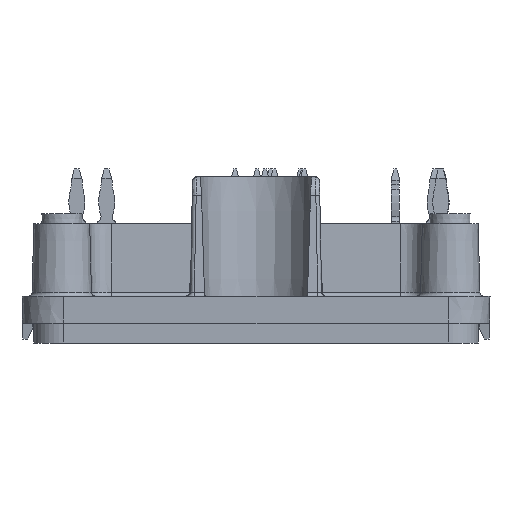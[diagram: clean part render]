
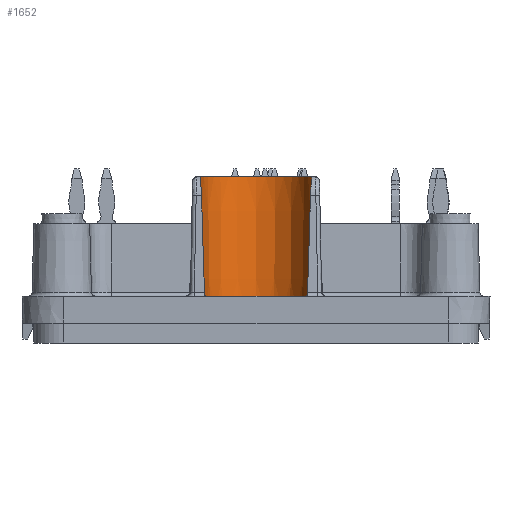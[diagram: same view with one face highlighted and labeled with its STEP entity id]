
A CAD part, left-side view. The second image highlights one B-rep face of the part: STEP entity #1652.
In plain terms, the highlighted conical face has half-angle 1 degrees and reference radius 5.538 mm.
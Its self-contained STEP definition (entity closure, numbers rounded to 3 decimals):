
#1652 = ADVANCED_FACE( '', ( #4410, #4411 ), #4412, .F. );
#4410 = FACE_BOUND( '', #8383, .T. );
#4411 = FACE_OUTER_BOUND( '', #8384, .T. );
#4412 = CONICAL_SURFACE( '', #8385, 5.538, 0.017 );
#8383 = EDGE_LOOP( '', ( #17428 ) );
#8384 = EDGE_LOOP( '', ( #17429, #17430, #17431, #17432, #17433, #17434, #17435, #17436 ) );
#8385 = AXIS2_PLACEMENT_3D( '', #17437, #17438, #17439 );
#17428 = ORIENTED_EDGE( '', *, *, #28971, .F. );
#17429 = ORIENTED_EDGE( '', *, *, #28786, .T. );
#17430 = ORIENTED_EDGE( '', *, *, #28972, .T. );
#17431 = ORIENTED_EDGE( '', *, *, #28973, .T. );
#17432 = ORIENTED_EDGE( '', *, *, #28830, .T. );
#17433 = ORIENTED_EDGE( '', *, *, #28974, .T. );
#17434 = ORIENTED_EDGE( '', *, *, #28344, .T. );
#17435 = ORIENTED_EDGE( '', *, *, #28975, .T. );
#17436 = ORIENTED_EDGE( '', *, *, #28976, .T. );
#17437 = CARTESIAN_POINT( '', ( -46.5, 0., 11.997 ) );
#17438 = DIRECTION( '', ( 0., 0., 1. ) );
#17439 = DIRECTION( '', ( 1., 0., 0. ) );
#28344 = EDGE_CURVE( '', #33445, #33443, #33446, .T. );
#28786 = EDGE_CURVE( '', #34225, #34230, #34232, .F. );
#28830 = EDGE_CURVE( '', #34305, #34306, #34307, .T. );
#28971 = EDGE_CURVE( '', #34546, #34546, #34547, .T. );
#28972 = EDGE_CURVE( '', #34230, #34548, #34549, .T. );
#28973 = EDGE_CURVE( '', #34548, #34305, #34550, .F. );
#28974 = EDGE_CURVE( '', #34306, #33445, #34551, .T. );
#28975 = EDGE_CURVE( '', #33443, #34552, #34553, .F. );
#28976 = EDGE_CURVE( '', #34552, #34225, #34554, .T. );
#33443 = VERTEX_POINT( '', #40904 );
#33445 = VERTEX_POINT( '', #40907 );
#33446 = B_SPLINE_CURVE_WITH_KNOTS( '', 3, ( #40908, #40909, #40910, #40911, #40912, #40913 ), .UNSPECIFIED., .F., .F., ( 4, 2, 4 ), ( 0., 0., 0.001 ), .UNSPECIFIED. );
#34225 = VERTEX_POINT( '', #42012 );
#34230 = VERTEX_POINT( '', #42018 );
#34232 = CIRCLE( '', #42021, 5.585 );
#34305 = VERTEX_POINT( '', #42121 );
#34306 = VERTEX_POINT( '', #42122 );
#34307 = B_SPLINE_CURVE_WITH_KNOTS( '', 3, ( #42123, #42124, #42125, #42126, #42127, #42128 ), .UNSPECIFIED., .F., .F., ( 4, 2, 4 ), ( 0., 0., 0.001 ), .UNSPECIFIED. );
#34546 = VERTEX_POINT( '', #42457 );
#34547 = CIRCLE( '', #42458, 5.346 );
#34548 = VERTEX_POINT( '', #42459 );
#34549 = B_SPLINE_CURVE_WITH_KNOTS( '', 3, ( #42460, #42461, #42462, #42463, #42464, #42465, #42466, #42467, #42468, #42469, #42470, #42471, #42472, #42473 ), .UNSPECIFIED., .F., .F., ( 4, 2, 2, 2, 2, 2, 4 ), ( 0., 0., 0.001, 0.001, 0.002, 0.002, 0.003 ), .UNSPECIFIED. );
#34550 = ELLIPSE( '', #42474, 126.261, 6.231 );
#34551 = CIRCLE( '', #42475, 5.375 );
#34552 = VERTEX_POINT( '', #42476 );
#34553 = ELLIPSE( '', #42477, 126.261, 6.231 );
#34554 = B_SPLINE_CURVE_WITH_KNOTS( '', 3, ( #42478, #42479, #42480, #42481, #42482, #42483, #42484, #42485, #42486, #42487, #42488, #42489, #42490, #42491, #42492, #42493 ), .UNSPECIFIED., .F., .F., ( 4, 2, 2, 2, 2, 2, 2, 4 ), ( 0., 0., 0.001, 0.001, 0.002, 0.002, 0.002, 0.003 ), .UNSPECIFIED. );
#40904 = CARTESIAN_POINT( '', ( -47.98, -5.174, 3.079 ) );
#40907 = CARTESIAN_POINT( '', ( -48.38, -5.036, 2.7 ) );
#40908 = CARTESIAN_POINT( '', ( -48.38, -5.036, 2.7 ) );
#40909 = CARTESIAN_POINT( '', ( -48.281, -5.073, 2.7 ) );
#40910 = CARTESIAN_POINT( '', ( -48.183, -5.106, 2.737 ) );
#40911 = CARTESIAN_POINT( '', ( -48.034, -5.156, 2.875 ) );
#40912 = CARTESIAN_POINT( '', ( -47.986, -5.171, 2.974 ) );
#40913 = CARTESIAN_POINT( '', ( -47.98, -5.174, 3.079 ) );
#42012 = CARTESIAN_POINT( '', ( -45.473, -5.49, 14.7 ) );
#42018 = CARTESIAN_POINT( '', ( -45.473, 5.49, 14.7 ) );
#42021 = AXIS2_PLACEMENT_3D( '', #51564, #51565, #51566 );
#42121 = CARTESIAN_POINT( '', ( -47.98, 5.174, 3.079 ) );
#42122 = CARTESIAN_POINT( '', ( -48.38, 5.036, 2.7 ) );
#42123 = CARTESIAN_POINT( '', ( -47.98, 5.174, 3.079 ) );
#42124 = CARTESIAN_POINT( '', ( -47.986, 5.171, 2.974 ) );
#42125 = CARTESIAN_POINT( '', ( -48.034, 5.156, 2.875 ) );
#42126 = CARTESIAN_POINT( '', ( -48.182, 5.107, 2.738 ) );
#42127 = CARTESIAN_POINT( '', ( -48.281, 5.073, 2.7 ) );
#42128 = CARTESIAN_POINT( '', ( -48.38, 5.036, 2.7 ) );
#42457 = CARTESIAN_POINT( '', ( -41.154, 0., 1. ) );
#42458 = AXIS2_PLACEMENT_3D( '', #51807, #51808, #51809 );
#42459 = CARTESIAN_POINT( '', ( -47.47, 5.466, 12.805 ) );
#42460 = CARTESIAN_POINT( '', ( -45.473, 5.49, 14.7 ) );
#42461 = CARTESIAN_POINT( '', ( -45.599, 5.513, 14.7 ) );
#42462 = CARTESIAN_POINT( '', ( -45.724, 5.532, 14.688 ) );
#42463 = CARTESIAN_POINT( '', ( -45.97, 5.56, 14.641 ) );
#42464 = CARTESIAN_POINT( '', ( -46.093, 5.57, 14.606 ) );
#42465 = CARTESIAN_POINT( '', ( -46.329, 5.58, 14.512 ) );
#42466 = CARTESIAN_POINT( '', ( -46.442, 5.581, 14.454 ) );
#42467 = CARTESIAN_POINT( '', ( -46.655, 5.577, 14.318 ) );
#42468 = CARTESIAN_POINT( '', ( -46.757, 5.572, 14.239 ) );
#42469 = CARTESIAN_POINT( '', ( -47.032, 5.55, 13.978 ) );
#42470 = CARTESIAN_POINT( '', ( -47.183, 5.528, 13.768 ) );
#42471 = CARTESIAN_POINT( '', ( -47.394, 5.489, 13.311 ) );
#42472 = CARTESIAN_POINT( '', ( -47.457, 5.473, 13.06 ) );
#42473 = CARTESIAN_POINT( '', ( -47.47, 5.466, 12.805 ) );
#42474 = AXIS2_PLACEMENT_3D( '', #51810, #51811, #51812 );
#42475 = AXIS2_PLACEMENT_3D( '', #51813, #51814, #51815 );
#42476 = CARTESIAN_POINT( '', ( -47.47, -5.466, 12.805 ) );
#42477 = AXIS2_PLACEMENT_3D( '', #51816, #51817, #51818 );
#42478 = CARTESIAN_POINT( '', ( -47.47, -5.466, 12.805 ) );
#42479 = CARTESIAN_POINT( '', ( -47.464, -5.47, 12.933 ) );
#42480 = CARTESIAN_POINT( '', ( -47.445, -5.475, 13.058 ) );
#42481 = CARTESIAN_POINT( '', ( -47.385, -5.49, 13.302 ) );
#42482 = CARTESIAN_POINT( '', ( -47.342, -5.499, 13.423 ) );
#42483 = CARTESIAN_POINT( '', ( -47.236, -5.518, 13.653 ) );
#42484 = CARTESIAN_POINT( '', ( -47.173, -5.528, 13.762 ) );
#42485 = CARTESIAN_POINT( '', ( -47.026, -5.548, 13.967 ) );
#42486 = CARTESIAN_POINT( '', ( -46.941, -5.557, 14.064 ) );
#42487 = CARTESIAN_POINT( '', ( -46.758, -5.572, 14.238 ) );
#42488 = CARTESIAN_POINT( '', ( -46.658, -5.577, 14.316 ) );
#42489 = CARTESIAN_POINT( '', ( -46.445, -5.581, 14.453 ) );
#42490 = CARTESIAN_POINT( '', ( -46.33, -5.58, 14.512 ) );
#42491 = CARTESIAN_POINT( '', ( -45.978, -5.565, 14.652 ) );
#42492 = CARTESIAN_POINT( '', ( -45.725, -5.537, 14.7 ) );
#42493 = CARTESIAN_POINT( '', ( -45.473, -5.49, 14.7 ) );
#51564 = CARTESIAN_POINT( '', ( -46.5, 0., 14.7 ) );
#51565 = DIRECTION( '', ( 0., 0., -1. ) );
#51566 = DIRECTION( '', ( -1., 0., 0. ) );
#51807 = CARTESIAN_POINT( '', ( -46.5, 0., 1. ) );
#51808 = DIRECTION( '', ( 0., 0., 1. ) );
#51809 = DIRECTION( '', ( 1., 0., 0. ) );
#51810 = CARTESIAN_POINT( '', ( -44.299, 0., 73.317 ) );
#51811 = DIRECTION( '', ( 0.999, 0., -0.052 ) );
#51812 = DIRECTION( '', ( 0.052, 0., 0.999 ) );
#51813 = CARTESIAN_POINT( '', ( -46.5, 0., 2.7 ) );
#51814 = DIRECTION( '', ( 0., 0., 1. ) );
#51815 = DIRECTION( '', ( 1., 0., 0. ) );
#51816 = CARTESIAN_POINT( '', ( -44.299, 0., 73.317 ) );
#51817 = DIRECTION( '', ( 0.999, 0., -0.052 ) );
#51818 = DIRECTION( '', ( 0.052, 0., 0.999 ) );
